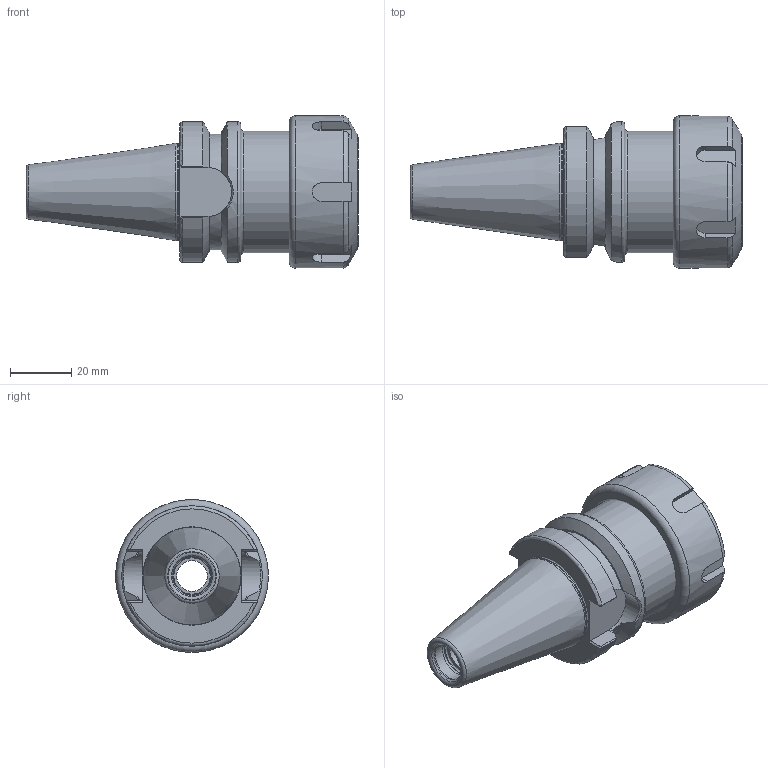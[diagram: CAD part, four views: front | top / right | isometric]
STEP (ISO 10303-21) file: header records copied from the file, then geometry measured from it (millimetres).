
FILE_DESCRIPTION(/* description */ (''),/* implementation_level */ '2;1');
FILE_NAME(/* name */ 'BT30-ER32-060.stp',/* time_stamp */ '2019-06-12T08:51:09-05:00',/* author */ ('ldfli'),/* organization */ (''),/* preprocessor_version */ 'ST-DEVELOPER v18',/* originating_system */ 'Autodesk Inventor LT',/* authorisation */ '');
FILE_SCHEMA (('AUTOMOTIVE_DESIGN { 1 0 10303 214 3 1 1 }'));
Length unit declared in the file: millimetre
Products named in the file (1): BT30-ER32-060
Bounding box: 108.8 x 50 x 50 mm (x, y, z)
Volume: 69046.9 mm3; surface area: 26912 mm2
Topology: 2 solids, 2 shells, 114 faces, 344 edges, 240 vertices
Faces by surface type: plane 46, cylinder 23, torus 22, cone 13, bspline 10
Full cylindrical faces by diameter (mm): 10.106 x1, 12.5 x1, 13.1 x1, 23.5 x1, 31.496 x1, 36.2 x1, 38.376 x1, 39.93 x1, 41 x1, 46 x1, 50 x1
Entity records: 4608 total; most frequent: CARTESIAN_POINT 1518, ORIENTED_EDGE 688, DIRECTION 616, EDGE_CURVE 344, AXIS2_PLACEMENT_3D 255, VERTEX_POINT 240, CIRCLE 150, EDGE_LOOP 124
